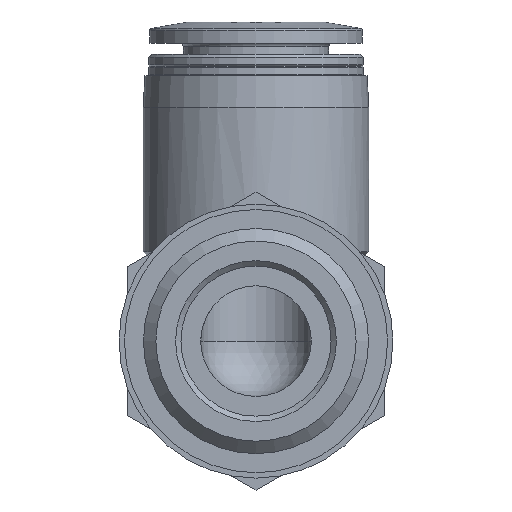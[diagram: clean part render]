
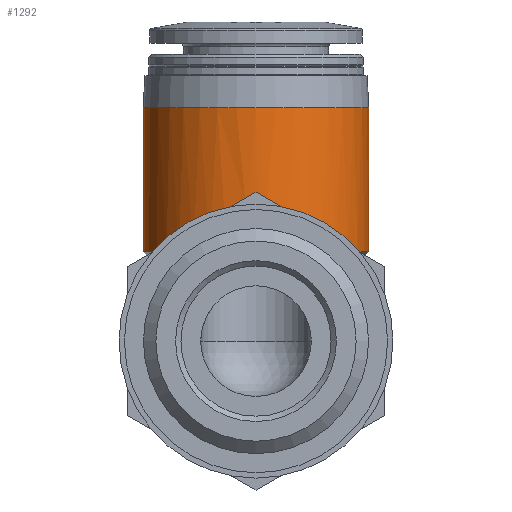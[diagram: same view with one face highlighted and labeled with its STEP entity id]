
A CAD part, front view. The second image highlights one B-rep face of the part: STEP entity #1292.
In plain terms, the highlighted cylindrical face has radius 10.5 mm (diameter 21 mm), a full revolution.
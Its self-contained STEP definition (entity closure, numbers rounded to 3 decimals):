
#22=LINE('',#1888,#49);
#23=LINE('',#1892,#50);
#49=VECTOR('',#1570,1000.);
#50=VECTOR('',#1573,1000.);
#144=ELLIPSE('',#1392,14.849,10.5);
#203=ORIENTED_EDGE('',*,*,#371,.F.);
#204=ORIENTED_EDGE('',*,*,#396,.F.);
#205=ORIENTED_EDGE('',*,*,#397,.F.);
#206=ORIENTED_EDGE('',*,*,#398,.T.);
#207=ORIENTED_EDGE('',*,*,#395,.T.);
#371=EDGE_CURVE('',#471,#472,#541,.T.);
#395=EDGE_CURVE('',#494,#494,#559,.T.);
#396=EDGE_CURVE('',#495,#471,#22,.T.);
#397=EDGE_CURVE('',#496,#495,#144,.T.);
#398=EDGE_CURVE('',#496,#472,#23,.T.);
#471=VERTEX_POINT('',#1808);
#472=VERTEX_POINT('',#1809);
#494=VERTEX_POINT('',#1886);
#495=VERTEX_POINT('',#1889);
#496=VERTEX_POINT('',#1891);
#541=CIRCLE('',#1354,10.5);
#559=CIRCLE('',#1390,10.5);
#627=EDGE_LOOP('',(#203,#204,#205,#206));
#628=EDGE_LOOP('',(#207));
#730=FACE_BOUND('',#627,.T.);
#731=FACE_BOUND('',#628,.T.);
#800=CYLINDRICAL_SURFACE('',#1391,10.5);
#1292=ADVANCED_FACE('',(#730,#731),#800,.T.);
#1354=AXIS2_PLACEMENT_3D('',#1807,#1494,#1495);
#1390=AXIS2_PLACEMENT_3D('',#1885,#1566,#1567);
#1391=AXIS2_PLACEMENT_3D('',#1887,#1568,#1569);
#1392=AXIS2_PLACEMENT_3D('',#1890,#1571,#1572);
#1494=DIRECTION('',(0.,0.,-1.));
#1495=DIRECTION('',(-1.,0.,0.));
#1566=DIRECTION('',(0.,0.,-1.));
#1567=DIRECTION('',(-1.,0.,0.));
#1568=DIRECTION('',(0.,0.,-1.));
#1569=DIRECTION('',(-1.,0.,0.));
#1570=DIRECTION('',(0.,0.,-1.));
#1571=DIRECTION('',(0.,0.707,-0.707));
#1572=DIRECTION('',(0.,-0.707,-0.707));
#1573=DIRECTION('',(0.,0.,-1.));
#1807=CARTESIAN_POINT('',(0.,48.4,8.3));
#1808=CARTESIAN_POINT('',(-1.,37.948,8.3));
#1809=CARTESIAN_POINT('',(1.,37.948,8.3));
#1885=CARTESIAN_POINT('',(0.,48.4,21.7));
#1886=CARTESIAN_POINT('',(-10.5,48.4,21.7));
#1887=CARTESIAN_POINT('',(0.,48.4,-7.35));
#1888=CARTESIAN_POINT('',(-1.,37.948,-7.35));
#1889=CARTESIAN_POINT('',(-1.,37.948,12.948));
#1890=CARTESIAN_POINT('',(0.,48.4,23.4));
#1891=CARTESIAN_POINT('',(1.,37.948,12.948));
#1892=CARTESIAN_POINT('',(1.,37.948,-7.35));
